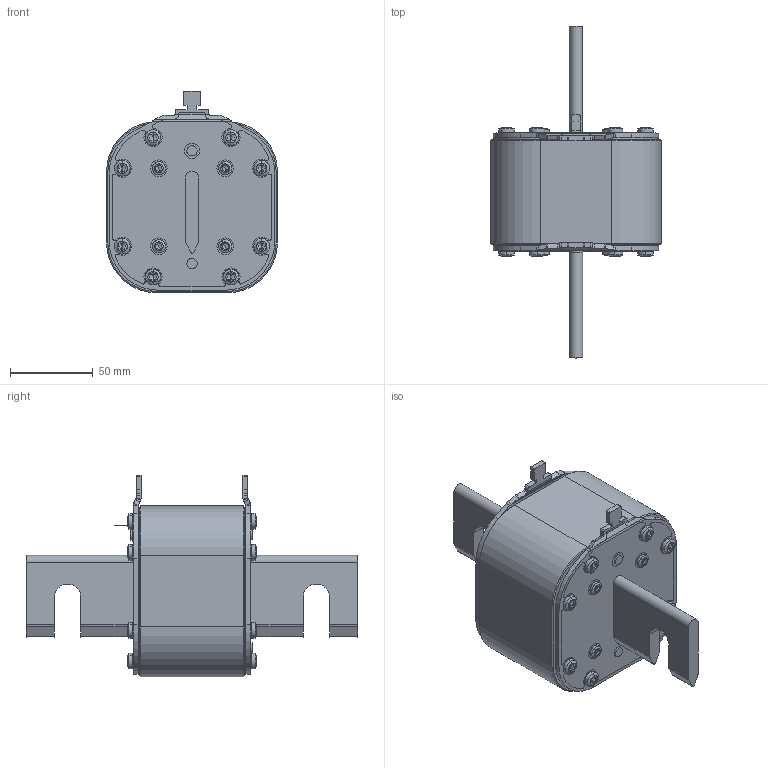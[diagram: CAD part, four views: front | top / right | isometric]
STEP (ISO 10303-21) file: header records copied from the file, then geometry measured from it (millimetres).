
FILE_DESCRIPTION (( 'STEP AP203' ), '1' );
FILE_NAME ('Assy -116.step', '2017-12-07T13:04:18', ( '' ), ( '' ), 'SwSTEP 2.0', 'SolidWorks 2013', '' );
FILE_SCHEMA (( 'CONFIG_CONTROL_DESIGN' ));
Length unit declared in the file: millimetre
Products named in the file (1): Assy -116
Bounding box: 103 x 200 x 121.41 mm (x, y, z)
Volume: 738801 mm3; surface area: 64470.2 mm2
Topology: 1 solids, 1 shells, 2407 faces, 5924 edges, 3554 vertices
Faces by surface type: cylinder 1002, torus 624, plane 557, cone 216, bspline 8
Entity records: 74338 total; most frequent: CARTESIAN_POINT 16446, DIRECTION 13347, ORIENTED_EDGE 11752, EDGE_CURVE 5876, AXIS2_PLACEMENT_3D 5727, VERTEX_POINT 3554, CIRCLE 3327, EDGE_LOOP 2490
